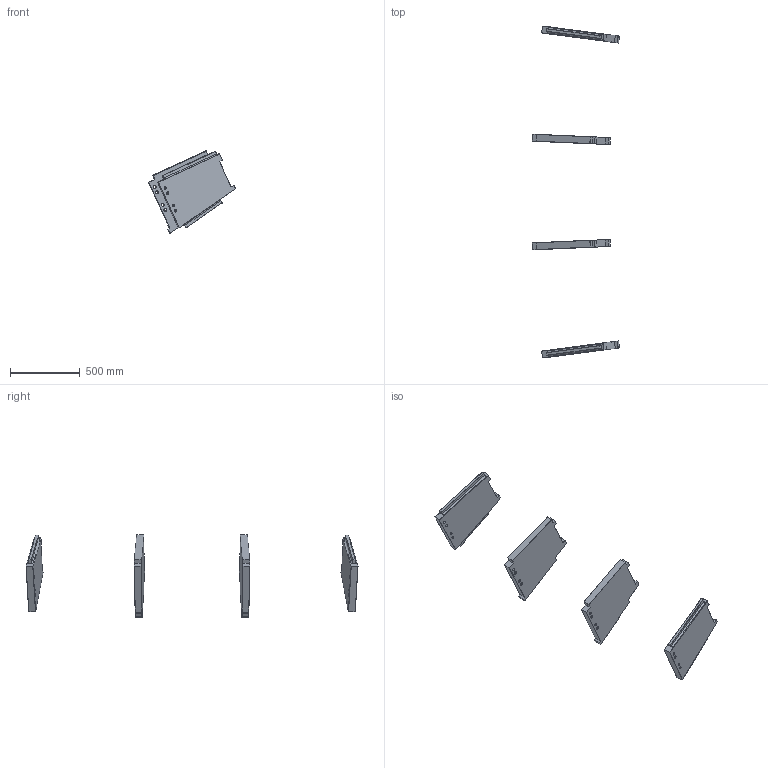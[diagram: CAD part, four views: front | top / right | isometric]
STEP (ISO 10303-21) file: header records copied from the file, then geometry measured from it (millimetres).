
FILE_DESCRIPTION(('STEP AP214'),'1');
FILE_NAME('EQ_RIB_SET_A_row37.stp','2021-09-28T13:36:07',(' '),(' '),'Spatial InterOp 3D',' ',' ');
FILE_SCHEMA(('AUTOMOTIVE_DESIGN { 1 0 10303 214 1 1 1 1 }'));
Length unit declared in the file: metre
Products named in the file (7): EQ_RIB_SET_A_37#WP#JP2BRC; EQ_RIB_A_37_A#JP2BTF; EQ_RIB_A_37_B#JP2BVE; EQ_RIB_A_37_C#JP2BXH; EQ_RIB_A_37_D#JP2BZG; Rib_set; EQ_RIB_SET_A_row37
Assembly tree (6 placements, depth 4):
  EQ_RIB_SET_A_row37
    Rib_set
      EQ_RIB_SET_A_37#WP#JP2BRC
        EQ_RIB_A_37_A#JP2BTF
        EQ_RIB_A_37_B#JP2BVE
        EQ_RIB_A_37_C#JP2BXH
        EQ_RIB_A_37_D#JP2BZG
Bounding box: 624.18 x 2378.52 x 587.77 mm (x, y, z)
Volume: 33282154.1 mm3; surface area: 1762537.2 mm2
Topology: 4 solids, 4 shells, 444 faces, 1040 edges, 512 vertices
Faces by surface type: cylinder 224, sphere 80, plane 76, torus 48, bspline 16
Entity records: 13427 total; most frequent: CARTESIAN_POINT 3509, DIRECTION 2262, ORIENTED_EDGE 1888, EDGE_CURVE 944, AXIS2_PLACEMENT_3D 923, VERTEX_POINT 512, CIRCLE 486, EDGE_LOOP 480
